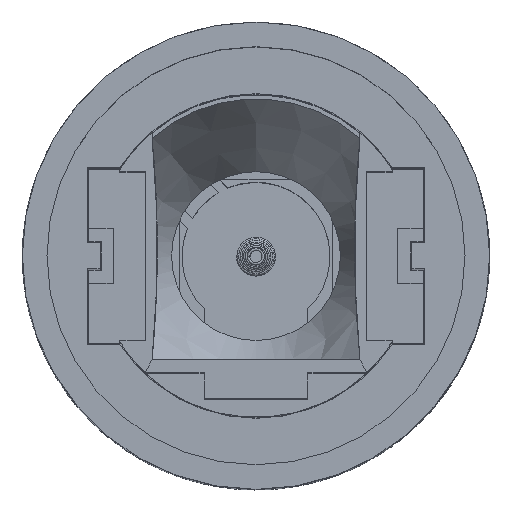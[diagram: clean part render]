
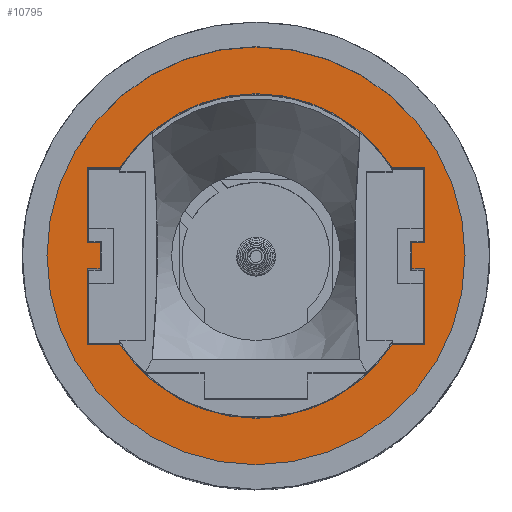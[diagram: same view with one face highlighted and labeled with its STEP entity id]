
A CAD part, top view. The second image highlights one B-rep face of the part: STEP entity #10795.
In plain terms, the highlighted planar face has unit normal (0, 0, 1).
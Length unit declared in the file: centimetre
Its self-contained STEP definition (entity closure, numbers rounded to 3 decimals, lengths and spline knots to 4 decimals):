
#31=FACE_BOUND('',#3708,.T.);
#411=LINE('',#16932,#1563);
#414=LINE('',#16937,#1566);
#415=LINE('',#16940,#1567);
#418=LINE('',#16946,#1570);
#420=LINE('',#16951,#1572);
#423=LINE('',#16956,#1575);
#425=LINE('',#16960,#1577);
#427=LINE('',#16964,#1579);
#430=LINE('',#16972,#1582);
#431=LINE('',#16975,#1583);
#433=LINE('',#16979,#1585);
#436=LINE('',#16986,#1588);
#437=LINE('',#16989,#1589);
#439=LINE('',#16992,#1591);
#1563=VECTOR('',#13070,1.);
#1566=VECTOR('',#13075,1.);
#1567=VECTOR('',#13078,1.);
#1570=VECTOR('',#13085,1.);
#1572=VECTOR('',#13089,1.);
#1575=VECTOR('',#13094,1.);
#1577=VECTOR('',#13098,1.);
#1579=VECTOR('',#13102,1.);
#1582=VECTOR('',#13111,1.);
#1583=VECTOR('',#13114,1.);
#1585=VECTOR('',#13118,1.);
#1588=VECTOR('',#13127,1.);
#1589=VECTOR('',#13130,1.);
#1591=VECTOR('',#13134,1.);
#2640=PLANE('',#11532);
#3113=FACE_OUTER_BOUND('',#3707,.T.);
#3707=EDGE_LOOP('',(#8308));
#3708=EDGE_LOOP('',(#8309,#8310,#8311,#8312,#8313,#8314,#8315,#8316,#8317,
#8318,#8319,#8320,#8321,#8322,#8323,#8324));
#4359=CIRCLE('',#11520,0.625);
#4360=CIRCLE('',#11525,0.625);
#4362=CIRCLE('',#11531,0.805);
#4903=VERTEX_POINT('',#16929);
#4904=VERTEX_POINT('',#16931);
#4905=VERTEX_POINT('',#16935);
#4906=VERTEX_POINT('',#16939);
#4907=VERTEX_POINT('',#16944);
#4908=VERTEX_POINT('',#16948);
#4909=VERTEX_POINT('',#16950);
#4910=VERTEX_POINT('',#16954);
#4911=VERTEX_POINT('',#16958);
#4912=VERTEX_POINT('',#16962);
#4913=VERTEX_POINT('',#16966);
#4914=VERTEX_POINT('',#16968);
#4915=VERTEX_POINT('',#16974);
#4916=VERTEX_POINT('',#16978);
#4917=VERTEX_POINT('',#16982);
#4918=VERTEX_POINT('',#16988);
#4920=VERTEX_POINT('',#16996);
#6147=EDGE_CURVE('',#4904,#4903,#411,.T.);
#6150=EDGE_CURVE('',#4903,#4905,#414,.T.);
#6151=EDGE_CURVE('',#4906,#4904,#415,.T.);
#6154=EDGE_CURVE('',#4905,#4907,#418,.T.);
#6156=EDGE_CURVE('',#4909,#4908,#420,.T.);
#6159=EDGE_CURVE('',#4908,#4910,#423,.T.);
#6161=EDGE_CURVE('',#4910,#4911,#425,.T.);
#6163=EDGE_CURVE('',#4911,#4912,#427,.T.);
#6165=EDGE_CURVE('',#4914,#4913,#4359,.T.);
#6167=EDGE_CURVE('',#4912,#4914,#430,.T.);
#6168=EDGE_CURVE('',#4915,#4909,#431,.T.);
#6170=EDGE_CURVE('',#4916,#4915,#433,.T.);
#6172=EDGE_CURVE('',#4917,#4916,#4360,.T.);
#6174=EDGE_CURVE('',#4907,#4917,#436,.T.);
#6175=EDGE_CURVE('',#4918,#4906,#437,.T.);
#6177=EDGE_CURVE('',#4913,#4918,#439,.T.);
#6180=EDGE_CURVE('',#4920,#4920,#4362,.T.);
#8308=ORIENTED_EDGE('',*,*,#6180,.T.);
#8309=ORIENTED_EDGE('',*,*,#6165,.T.);
#8310=ORIENTED_EDGE('',*,*,#6177,.T.);
#8311=ORIENTED_EDGE('',*,*,#6175,.T.);
#8312=ORIENTED_EDGE('',*,*,#6151,.T.);
#8313=ORIENTED_EDGE('',*,*,#6147,.T.);
#8314=ORIENTED_EDGE('',*,*,#6150,.T.);
#8315=ORIENTED_EDGE('',*,*,#6154,.T.);
#8316=ORIENTED_EDGE('',*,*,#6174,.T.);
#8317=ORIENTED_EDGE('',*,*,#6172,.T.);
#8318=ORIENTED_EDGE('',*,*,#6170,.T.);
#8319=ORIENTED_EDGE('',*,*,#6168,.T.);
#8320=ORIENTED_EDGE('',*,*,#6156,.T.);
#8321=ORIENTED_EDGE('',*,*,#6159,.T.);
#8322=ORIENTED_EDGE('',*,*,#6161,.T.);
#8323=ORIENTED_EDGE('',*,*,#6163,.T.);
#8324=ORIENTED_EDGE('',*,*,#6167,.T.);
#10795=ADVANCED_FACE('',(#3113,#31),#2640,.F.);
#11520=AXIS2_PLACEMENT_3D('',#16969,#13106,#13107);
#11525=AXIS2_PLACEMENT_3D('',#16983,#13122,#13123);
#11531=AXIS2_PLACEMENT_3D('',#16998,#13140,#13141);
#11532=AXIS2_PLACEMENT_3D('',#16999,#13142,#13143);
#13070=DIRECTION('',(0.,-1.,0.));
#13075=DIRECTION('',(1.,0.,0.));
#13078=DIRECTION('',(-1.,0.,0.));
#13085=DIRECTION('',(0.,-1.,0.));
#13089=DIRECTION('',(1.,0.,0.));
#13094=DIRECTION('',(0.,1.,0.));
#13098=DIRECTION('',(-1.,0.,0.));
#13102=DIRECTION('',(0.,1.,0.));
#13106=DIRECTION('center_axis',(0.,0.,-1.));
#13107=DIRECTION('ref_axis',(0.839,0.544,0.));
#13111=DIRECTION('',(1.,0.,0.));
#13114=DIRECTION('',(0.,1.,0.));
#13118=DIRECTION('',(-1.,0.,0.));
#13122=DIRECTION('center_axis',(0.,0.,-1.));
#13123=DIRECTION('ref_axis',(-0.839,-0.544,0.));
#13127=DIRECTION('',(-1.,0.,0.));
#13130=DIRECTION('',(0.,-1.,0.));
#13134=DIRECTION('',(1.,0.,0.));
#13140=DIRECTION('center_axis',(0.,0.,1.));
#13141=DIRECTION('ref_axis',(1.,0.,0.));
#13142=DIRECTION('center_axis',(0.,0.,-1.));
#13143=DIRECTION('ref_axis',(1.,0.,0.));
#16929=CARTESIAN_POINT('',(0.6,-0.05,2.7809));
#16931=CARTESIAN_POINT('',(0.6,0.05,2.7809));
#16932=CARTESIAN_POINT('',(0.6,0.025,2.7809));
#16935=CARTESIAN_POINT('',(0.65,-0.05,2.7809));
#16937=CARTESIAN_POINT('',(0.3,-0.05,2.7809));
#16939=CARTESIAN_POINT('',(0.65,0.05,2.7809));
#16940=CARTESIAN_POINT('',(0.325,0.05,2.7809));
#16944=CARTESIAN_POINT('',(0.65,-0.34,2.7809));
#16946=CARTESIAN_POINT('',(0.65,0.025,2.7809));
#16948=CARTESIAN_POINT('',(-0.6,-0.05,2.7809));
#16950=CARTESIAN_POINT('',(-0.65,-0.05,2.7809));
#16951=CARTESIAN_POINT('',(-0.325,-0.05,2.7809));
#16954=CARTESIAN_POINT('',(-0.6,0.05,2.7809));
#16956=CARTESIAN_POINT('',(-0.6,-0.025,2.7809));
#16958=CARTESIAN_POINT('',(-0.65,0.05,2.7809));
#16960=CARTESIAN_POINT('',(-0.3,0.05,2.7809));
#16962=CARTESIAN_POINT('',(-0.65,0.34,2.7809));
#16964=CARTESIAN_POINT('',(-0.65,0.025,2.7809));
#16966=CARTESIAN_POINT('',(0.5244,0.34,2.7809));
#16968=CARTESIAN_POINT('',(-0.5244,0.34,2.7809));
#16969=CARTESIAN_POINT('Origin',(0.,0.,2.7809));
#16972=CARTESIAN_POINT('',(-0.2622,0.34,2.7809));
#16974=CARTESIAN_POINT('',(-0.65,-0.34,2.7809));
#16975=CARTESIAN_POINT('',(-0.65,0.025,2.7809));
#16978=CARTESIAN_POINT('',(-0.5244,-0.34,2.7809));
#16979=CARTESIAN_POINT('',(-0.325,-0.34,2.7809));
#16982=CARTESIAN_POINT('',(0.5244,-0.34,2.7809));
#16983=CARTESIAN_POINT('Origin',(0.,0.,2.7809));
#16986=CARTESIAN_POINT('',(0.2622,-0.34,2.7809));
#16988=CARTESIAN_POINT('',(0.65,0.34,2.7809));
#16989=CARTESIAN_POINT('',(0.65,0.025,2.7809));
#16992=CARTESIAN_POINT('',(0.325,0.34,2.7809));
#16996=CARTESIAN_POINT('',(-0.805,0.,2.7809));
#16998=CARTESIAN_POINT('Origin',(0.,0.,2.7809));
#16999=CARTESIAN_POINT('Origin',(0.,0.,2.7809));
